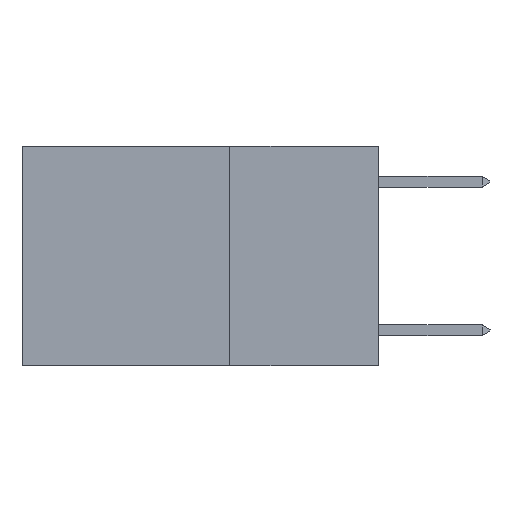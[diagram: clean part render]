
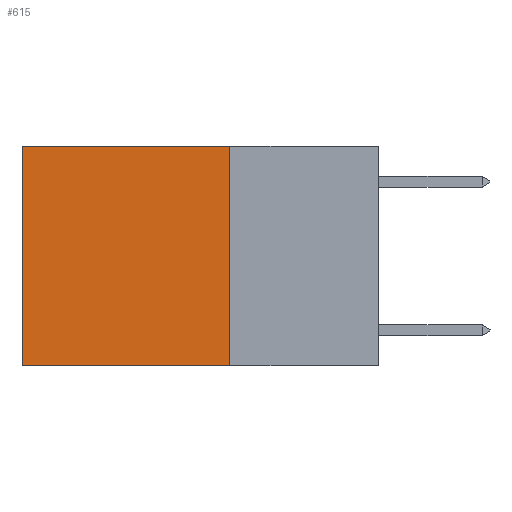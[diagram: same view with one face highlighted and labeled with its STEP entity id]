
A CAD part, left-side view. The second image highlights one B-rep face of the part: STEP entity #615.
In plain terms, the highlighted planar face has unit normal (-1, 0, 0).
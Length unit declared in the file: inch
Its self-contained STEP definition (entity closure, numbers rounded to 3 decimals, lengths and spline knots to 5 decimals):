
#213 = DIRECTION ( 'NONE',  ( 0., 0., -1. ) ) ;
#514 = PLANE ( 'NONE',  #6040 ) ;
#615 = ADVANCED_FACE ( 'NONE', ( #4245 ), #514, .F. ) ;
#940 = VERTEX_POINT ( 'NONE', #10770 ) ;
#1784 = CARTESIAN_POINT ( 'NONE',  ( 0.2625, 0.25, 0. ) ) ;
#1893 = DIRECTION ( 'NONE',  ( 0., 1., 0. ) ) ;
#2282 = LINE ( 'NONE', #8786, #7860 ) ;
#2301 = DIRECTION ( 'NONE',  ( 0., 0., -1. ) ) ;
#2349 = LINE ( 'NONE', #7394, #4253 ) ;
#2559 = VECTOR ( 'NONE', #9204, 39.37008 ) ;
#2746 = VERTEX_POINT ( 'NONE', #9846 ) ;
#2753 = ORIENTED_EDGE ( 'NONE', *, *, #6753, .F. ) ;
#2955 = EDGE_CURVE ( 'NONE', #4499, #940, #2282, .T. ) ;
#3086 = EDGE_CURVE ( 'NONE', #940, #3464, #8812, .T. ) ;
#3464 = VERTEX_POINT ( 'NONE', #6890 ) ;
#3941 = EDGE_LOOP ( 'NONE', ( #8883, #3978, #2753, #8789 ) ) ;
#3978 = ORIENTED_EDGE ( 'NONE', *, *, #6431, .F. ) ;
#4245 = FACE_OUTER_BOUND ( 'NONE', #3941, .T. ) ;
#4253 = VECTOR ( 'NONE', #213, 39.37008 ) ;
#4499 = VERTEX_POINT ( 'NONE', #1784 ) ;
#4649 = CARTESIAN_POINT ( 'NONE',  ( 0.2625, 0.6, 0. ) ) ;
#5274 = DIRECTION ( 'NONE',  ( 0., 1., 0. ) ) ;
#5326 = CARTESIAN_POINT ( 'NONE',  ( 0.2625, 0.25, -0.37 ) ) ;
#6040 = AXIS2_PLACEMENT_3D ( 'NONE', #9286, #7566, #2301 ) ;
#6431 = EDGE_CURVE ( 'NONE', #2746, #3464, #9702, .T. ) ;
#6753 = EDGE_CURVE ( 'NONE', #4499, #2746, #2349, .T. ) ;
#6890 = CARTESIAN_POINT ( 'NONE',  ( 0.2625, 0.6, -0.37 ) ) ;
#7394 = CARTESIAN_POINT ( 'NONE',  ( 0.2625, 0.25, 0. ) ) ;
#7566 = DIRECTION ( 'NONE',  ( 1., 0., 0. ) ) ;
#7860 = VECTOR ( 'NONE', #5274, 39.37008 ) ;
#8786 = CARTESIAN_POINT ( 'NONE',  ( 0.2625, 0.25, 0. ) ) ;
#8789 = ORIENTED_EDGE ( 'NONE', *, *, #2955, .T. ) ;
#8812 = LINE ( 'NONE', #4649, #2559 ) ;
#8883 = ORIENTED_EDGE ( 'NONE', *, *, #3086, .T. ) ;
#9204 = DIRECTION ( 'NONE',  ( 0., 0., -1. ) ) ;
#9286 = CARTESIAN_POINT ( 'NONE',  ( 0.2625, 0.25, 0. ) ) ;
#9581 = VECTOR ( 'NONE', #1893, 39.37008 ) ;
#9702 = LINE ( 'NONE', #5326, #9581 ) ;
#9846 = CARTESIAN_POINT ( 'NONE',  ( 0.2625, 0.25, -0.37 ) ) ;
#10770 = CARTESIAN_POINT ( 'NONE',  ( 0.2625, 0.6, 0. ) ) ;
